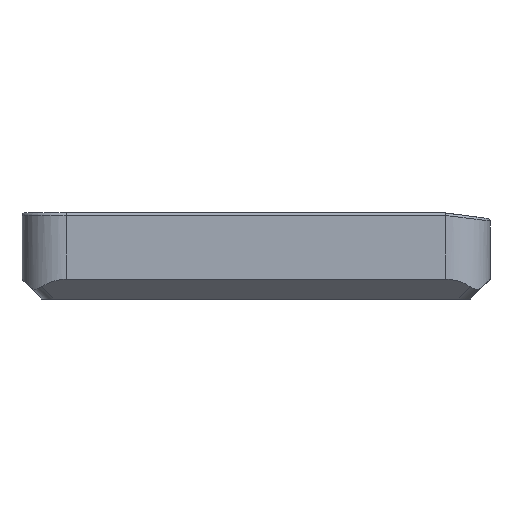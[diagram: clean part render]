
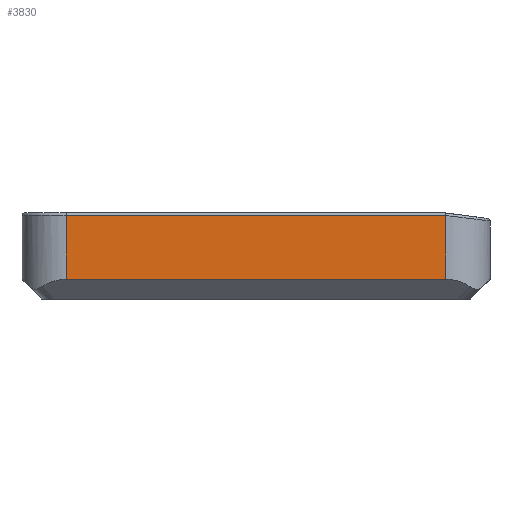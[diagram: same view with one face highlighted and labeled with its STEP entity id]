
A CAD part, left-side view. The second image highlights one B-rep face of the part: STEP entity #3830.
In plain terms, the highlighted planar face has unit normal (-1, 0, 0).
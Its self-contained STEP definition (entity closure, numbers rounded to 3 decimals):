
#146=PLANE('',#4159);
#303=FACE_OUTER_BOUND('',#519,.T.);
#519=EDGE_LOOP('',(#3001,#3002,#3003,#3004,#3005));
#748=LINE('',#5746,#1105);
#752=LINE('',#5759,#1109);
#755=LINE('',#5782,#1112);
#847=LINE('',#6532,#1204);
#852=LINE('',#6611,#1209);
#1105=VECTOR('',#4542,10.);
#1109=VECTOR('',#4554,10.);
#1112=VECTOR('',#4567,10.);
#1204=VECTOR('',#4921,10.);
#1209=VECTOR('',#4946,10.);
#1634=VERTEX_POINT('',#5743);
#1635=VERTEX_POINT('',#5745);
#1640=VERTEX_POINT('',#5757);
#1645=VERTEX_POINT('',#5780);
#1778=VERTEX_POINT('',#6531);
#2031=EDGE_CURVE('',#1634,#1635,#748,.T.);
#2038=EDGE_CURVE('',#1634,#1640,#752,.T.);
#2045=EDGE_CURVE('',#1645,#1640,#755,.T.);
#2239=EDGE_CURVE('',#1635,#1778,#847,.T.);
#2251=EDGE_CURVE('',#1778,#1645,#852,.T.);
#3001=ORIENTED_EDGE('',*,*,#2239,.F.);
#3002=ORIENTED_EDGE('',*,*,#2031,.F.);
#3003=ORIENTED_EDGE('',*,*,#2038,.T.);
#3004=ORIENTED_EDGE('',*,*,#2045,.F.);
#3005=ORIENTED_EDGE('',*,*,#2251,.F.);
#3830=ADVANCED_FACE('',(#303),#146,.T.);
#4159=AXIS2_PLACEMENT_3D('',#6617,#4955,#4956);
#4542=DIRECTION('',(0.,0.,1.));
#4554=DIRECTION('',(0.,-1.,0.));
#4567=DIRECTION('',(0.,0.,-1.));
#4921=DIRECTION('',(0.,-1.,0.));
#4946=DIRECTION('',(0.,-0.991,-0.131));
#4955=DIRECTION('center_axis',(-1.,0.,0.));
#4956=DIRECTION('ref_axis',(0.,-1.,0.));
#5743=CARTESIAN_POINT('',(-9.5,76.7,-6.));
#5745=CARTESIAN_POINT('',(-9.5,76.7,7.));
#5746=CARTESIAN_POINT('',(-9.5,76.7,0.));
#5757=CARTESIAN_POINT('',(-9.5,-0.5,-6.));
#5759=CARTESIAN_POINT('',(-9.5,42.85,-6.));
#5780=CARTESIAN_POINT('',(-9.5,-0.5,6.996));
#5782=CARTESIAN_POINT('',(-9.5,-0.5,0.));
#6531=CARTESIAN_POINT('',(-9.5,-0.467,7.));
#6532=CARTESIAN_POINT('',(-9.5,61.9,7.));
#6611=CARTESIAN_POINT('',(-9.5,41.446,12.518));
#6617=CARTESIAN_POINT('Origin',(-9.5,85.7,0.));
